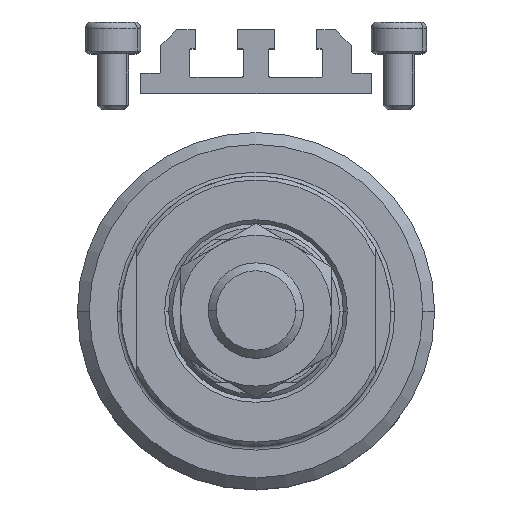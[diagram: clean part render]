
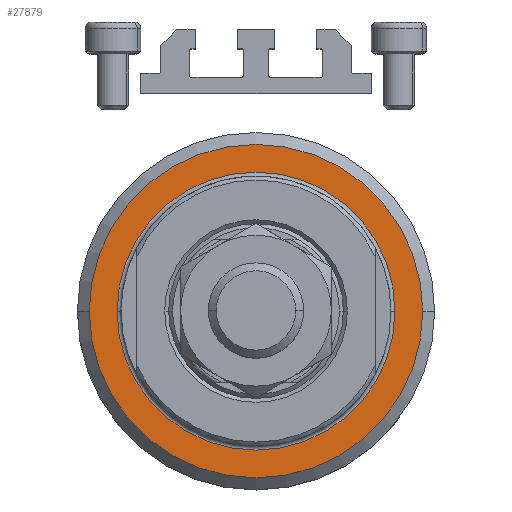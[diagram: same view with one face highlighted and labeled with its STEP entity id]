
A CAD part, top view. The second image highlights one B-rep face of the part: STEP entity #27879.
In plain terms, the highlighted face is planar.
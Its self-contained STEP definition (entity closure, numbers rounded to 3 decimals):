
#488 = CARTESIAN_POINT ( 'NONE',  ( -21., 0., 0. ) ) ;
#1360 = CARTESIAN_POINT ( 'NONE',  ( 0., 0., 0. ) ) ;
#2579 = AXIS2_PLACEMENT_3D ( 'NONE', #15352, #15106, #23172 ) ;
#3709 = VERTEX_POINT ( 'NONE', #46544 ) ;
#5300 = CARTESIAN_POINT ( 'NONE',  ( 21., 0., 0. ) ) ;
#5354 = CARTESIAN_POINT ( 'NONE',  ( 0., 0., 0. ) ) ;
#6223 = DIRECTION ( 'NONE',  ( 1., 0., 0. ) ) ;
#6813 = EDGE_LOOP ( 'NONE', ( #41465, #35326 ) ) ;
#7430 = EDGE_CURVE ( 'NONE', #3709, #24950, #8087, .T. ) ;
#7739 = DIRECTION ( 'NONE',  ( 1., 0., 0. ) ) ;
#7958 = AXIS2_PLACEMENT_3D ( 'NONE', #5354, #46460, #47414 ) ;
#8087 = CIRCLE ( 'NONE', #33843, 17.5 ) ;
#8110 = ORIENTED_EDGE ( 'NONE', *, *, #34285, .T. ) ;
#9031 = PLANE ( 'NONE',  #7958 ) ;
#9896 = DIRECTION ( 'NONE',  ( 0., 0., -1. ) ) ;
#10384 = CIRCLE ( 'NONE', #2579, 21. ) ;
#12480 = EDGE_LOOP ( 'NONE', ( #13623, #8110 ) ) ;
#13198 = DIRECTION ( 'NONE',  ( 0., 0., 1. ) ) ;
#13623 = ORIENTED_EDGE ( 'NONE', *, *, #7430, .T. ) ;
#15106 = DIRECTION ( 'NONE',  ( 0., 0., -1. ) ) ;
#15352 = CARTESIAN_POINT ( 'NONE',  ( 0., 0., 0. ) ) ;
#16374 = FACE_OUTER_BOUND ( 'NONE', #6813, .T. ) ;
#16706 = AXIS2_PLACEMENT_3D ( 'NONE', #32002, #13198, #34717 ) ;
#17123 = VERTEX_POINT ( 'NONE', #488 ) ;
#17457 = CIRCLE ( 'NONE', #16706, 17.5 ) ;
#19496 = DIRECTION ( 'NONE',  ( 0., 0., 1. ) ) ;
#19984 = CARTESIAN_POINT ( 'NONE',  ( 0., 0., 0. ) ) ;
#23172 = DIRECTION ( 'NONE',  ( 1., 0., 0. ) ) ;
#24950 = VERTEX_POINT ( 'NONE', #37506 ) ;
#27879 = ADVANCED_FACE ( 'NONE', ( #42546, #16374 ), #9031, .F. ) ;
#29078 = EDGE_CURVE ( 'NONE', #41822, #17123, #10384, .T. ) ;
#32002 = CARTESIAN_POINT ( 'NONE',  ( 0., 0., 0. ) ) ;
#33326 = CIRCLE ( 'NONE', #40351, 21. ) ;
#33843 = AXIS2_PLACEMENT_3D ( 'NONE', #19984, #19496, #7739 ) ;
#34285 = EDGE_CURVE ( 'NONE', #24950, #3709, #17457, .T. ) ;
#34717 = DIRECTION ( 'NONE',  ( 1., 0., 0. ) ) ;
#35326 = ORIENTED_EDGE ( 'NONE', *, *, #48422, .T. ) ;
#37506 = CARTESIAN_POINT ( 'NONE',  ( -17.5, 0., 0. ) ) ;
#40351 = AXIS2_PLACEMENT_3D ( 'NONE', #1360, #9896, #6223 ) ;
#41465 = ORIENTED_EDGE ( 'NONE', *, *, #29078, .T. ) ;
#41822 = VERTEX_POINT ( 'NONE', #5300 ) ;
#42546 = FACE_BOUND ( 'NONE', #12480, .T. ) ;
#46460 = DIRECTION ( 'NONE',  ( 0., 0., 1. ) ) ;
#46544 = CARTESIAN_POINT ( 'NONE',  ( 17.5, 0., 0. ) ) ;
#47414 = DIRECTION ( 'NONE',  ( 1., 0., 0. ) ) ;
#48422 = EDGE_CURVE ( 'NONE', #17123, #41822, #33326, .T. ) ;
